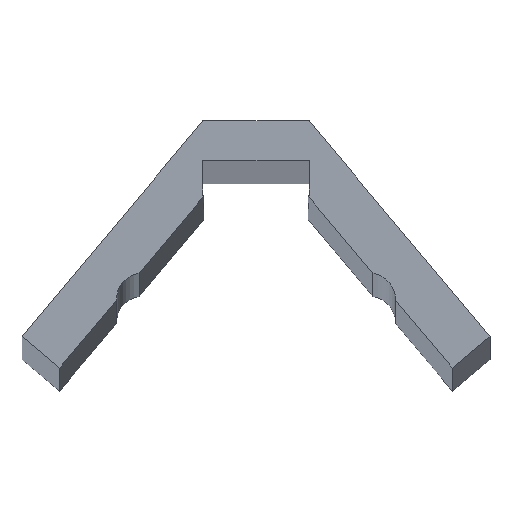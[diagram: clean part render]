
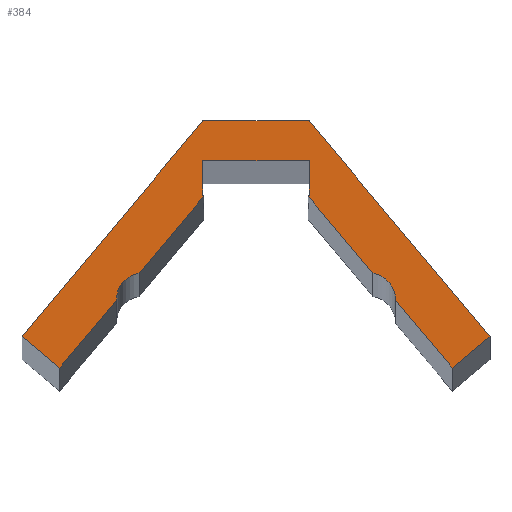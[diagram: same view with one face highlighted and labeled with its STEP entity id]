
A CAD part, top view. The second image highlights one B-rep face of the part: STEP entity #384.
In plain terms, the highlighted planar face has unit normal (0, 0, 1).
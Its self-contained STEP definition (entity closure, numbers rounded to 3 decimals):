
#6 = VERTEX_POINT ( 'NONE', #202 ) ;
#9 = VERTEX_POINT ( 'NONE', #189 ) ;
#10 = VERTEX_POINT ( 'NONE', #208 ) ;
#13 = VERTEX_POINT ( 'NONE', #170 ) ;
#20 = VERTEX_POINT ( 'NONE', #137 ) ;
#22 = VERTEX_POINT ( 'NONE', #224 ) ;
#25 = VERTEX_POINT ( 'NONE', #186 ) ;
#27 = EDGE_LOOP ( 'NONE', ( #631, #579, #604, #624, #574, #533, #603, #626, #550, #503, #485, #507, #511, #640, #586, #642, #643 ) ) ;
#29 = VERTEX_POINT ( 'NONE', #217 ) ;
#46 = VERTEX_POINT ( 'NONE', #188 ) ;
#51 = VERTEX_POINT ( 'NONE', #221 ) ;
#52 = VERTEX_POINT ( 'NONE', #133 ) ;
#53 = VERTEX_POINT ( 'NONE', #132 ) ;
#56 = VERTEX_POINT ( 'NONE', #236 ) ;
#57 = VERTEX_POINT ( 'NONE', #227 ) ;
#60 = VERTEX_POINT ( 'NONE', #121 ) ;
#61 = VERTEX_POINT ( 'NONE', #122 ) ;
#76 = VERTEX_POINT ( 'NONE', #120 ) ;
#86 = DIRECTION ( 'NONE',  ( 0.643, 0.766, 0. ) ) ;
#94 = CARTESIAN_POINT ( 'NONE',  ( -14.814, -18.643, 500. ) ) ;
#95 = CARTESIAN_POINT ( 'NONE',  ( 14.814, -18.643, 500. ) ) ;
#107 = DIRECTION ( 'NONE',  ( 0.643, -0.766, 0. ) ) ;
#111 = DIRECTION ( 'NONE',  ( -1., 0., 0. ) ) ;
#120 = CARTESIAN_POINT ( 'NONE',  ( 10.522, -13.528, 500. ) ) ;
#121 = CARTESIAN_POINT ( 'NONE',  ( 14.814, -18.643, 500. ) ) ;
#122 = CARTESIAN_POINT ( 'NONE',  ( 3.924, -5.666, 500. ) ) ;
#132 = CARTESIAN_POINT ( 'NONE',  ( 4., 0., 500. ) ) ;
#133 = CARTESIAN_POINT ( 'NONE',  ( -10.522, -13.528, 500. ) ) ;
#135 = CARTESIAN_POINT ( 'NONE',  ( 4., -5.6, 500. ) ) ;
#137 = CARTESIAN_POINT ( 'NONE',  ( -14.814, -18.643, 500. ) ) ;
#142 = DIRECTION ( 'NONE',  ( -1., 0., 0. ) ) ;
#147 = DIRECTION ( 'NONE',  ( 0., 0., 1. ) ) ;
#152 = DIRECTION ( 'NONE',  ( 0., -1., 0. ) ) ;
#162 = DIRECTION ( 'NONE',  ( 0., 0., 1. ) ) ;
#168 = DIRECTION ( 'NONE',  ( 0.643, 0.766, 0. ) ) ;
#169 = CARTESIAN_POINT ( 'NONE',  ( -14.814, -18.643, 500. ) ) ;
#170 = CARTESIAN_POINT ( 'NONE',  ( -3.924, -5.666, 500. ) ) ;
#180 = DIRECTION ( 'NONE',  ( -0.753, -0.658, 0. ) ) ;
#182 = CARTESIAN_POINT ( 'NONE',  ( 8.522, -13.479, 500. ) ) ;
#186 = CARTESIAN_POINT ( 'NONE',  ( -4., -3., 500. ) ) ;
#187 = DIRECTION ( 'NONE',  ( -0.753, 0.658, 0. ) ) ;
#188 = CARTESIAN_POINT ( 'NONE',  ( 8.821, -11.502, 500. ) ) ;
#189 = CARTESIAN_POINT ( 'NONE',  ( -17.648, -16.265, 500. ) ) ;
#195 = CARTESIAN_POINT ( 'NONE',  ( -6.184, -3.692, 500. ) ) ;
#200 = CARTESIAN_POINT ( 'NONE',  ( 8.522, -13.479, 500. ) ) ;
#202 = CARTESIAN_POINT ( 'NONE',  ( -4., 0., 500. ) ) ;
#208 = CARTESIAN_POINT ( 'NONE',  ( 10.522, -13.479, 500. ) ) ;
#211 = CARTESIAN_POINT ( 'NONE',  ( 6.184, -3.692, 500. ) ) ;
#215 = CARTESIAN_POINT ( 'NONE',  ( 17.648, -16.265, 500. ) ) ;
#217 = CARTESIAN_POINT ( 'NONE',  ( 4., -5.6, 500. ) ) ;
#221 = CARTESIAN_POINT ( 'NONE',  ( 4., -3., 500. ) ) ;
#224 = CARTESIAN_POINT ( 'NONE',  ( -4., -5.6, 500. ) ) ;
#227 = CARTESIAN_POINT ( 'NONE',  ( 17.648, -16.265, 500. ) ) ;
#229 = DIRECTION ( 'NONE',  ( 0.766, 0.643, 0. ) ) ;
#236 = CARTESIAN_POINT ( 'NONE',  ( -8.821, -11.502, 500. ) ) ;
#252 = AXIS2_PLACEMENT_3D ( 'NONE', #200, #162, #142 ) ;
#256 = VECTOR ( 'NONE', #152, 1000. ) ;
#260 = CIRCLE ( 'NONE', #271, 2. ) ;
#261 = VECTOR ( 'NONE', #168, 1000. ) ;
#263 = VECTOR ( 'NONE', #187, 1000. ) ;
#269 = VECTOR ( 'NONE', #180, 1000. ) ;
#271 = AXIS2_PLACEMENT_3D ( 'NONE', #182, #147, #111 ) ;
#290 = VECTOR ( 'NONE', #107, 1000. ) ;
#293 = VECTOR ( 'NONE', #86, 1000. ) ;
#296 = VECTOR ( 'NONE', #415, 1000. ) ;
#297 = VECTOR ( 'NONE', #411, 1000. ) ;
#305 = VECTOR ( 'NONE', #427, 1000. ) ;
#306 = VECTOR ( 'NONE', #428, 1000. ) ;
#307 = AXIS2_PLACEMENT_3D ( 'NONE', #418, #458, #445 ) ;
#309 = CIRCLE ( 'NONE', #651, 2. ) ;
#314 = EDGE_CURVE ( 'NONE', #60, #57, #496, .T. ) ;
#317 = EDGE_CURVE ( 'NONE', #10, #46, #408, .T. ) ;
#327 = EDGE_CURVE ( 'NONE', #51, #29, #600, .T. ) ;
#329 = EDGE_CURVE ( 'NONE', #56, #13, #527, .T. ) ;
#331 = EDGE_CURVE ( 'NONE', #13, #22, #521, .T. ) ;
#336 = EDGE_CURVE ( 'NONE', #29, #61, #591, .T. ) ;
#339 = EDGE_CURVE ( 'NONE', #76, #10, #260, .T. ) ;
#359 = EDGE_CURVE ( 'NONE', #61, #46, #538, .T. ) ;
#364 = EDGE_CURVE ( 'NONE', #20, #52, #548, .T. ) ;
#368 = EDGE_CURVE ( 'NONE', #22, #25, #477, .T. ) ;
#369 = EDGE_CURVE ( 'NONE', #53, #6, #510, .T. ) ;
#376 = EDGE_CURVE ( 'NONE', #6, #9, #585, .T. ) ;
#377 = EDGE_CURVE ( 'NONE', #25, #51, #528, .T. ) ;
#382 = EDGE_CURVE ( 'NONE', #9, #20, #529, .T. ) ;
#384 = ADVANCED_FACE ( 'NONE', ( #583 ), #434, .F. ) ;
#385 = EDGE_CURVE ( 'NONE', #56, #52, #309, .T. ) ;
#387 = EDGE_CURVE ( 'NONE', #76, #60, #531, .T. ) ;
#388 = EDGE_CURVE ( 'NONE', #57, #53, #536, .T. ) ;
#408 = CIRCLE ( 'NONE', #252, 2. ) ;
#409 = VECTOR ( 'NONE', #229, 1000. ) ;
#410 = CARTESIAN_POINT ( 'NONE',  ( -4., 0., 500. ) ) ;
#411 = DIRECTION ( 'NONE',  ( -1., 0., 0. ) ) ;
#414 = CARTESIAN_POINT ( 'NONE',  ( -4., -5.6, 500. ) ) ;
#415 = DIRECTION ( 'NONE',  ( 0., 1., 0. ) ) ;
#418 = CARTESIAN_POINT ( 'NONE',  ( -17.112, -16.715, 500. ) ) ;
#423 = DIRECTION ( 'NONE',  ( 0.766, -0.643, 0. ) ) ;
#427 = DIRECTION ( 'NONE',  ( -0.643, -0.766, 0. ) ) ;
#428 = DIRECTION ( 'NONE',  ( 1., 0., 0. ) ) ;
#429 = CARTESIAN_POINT ( 'NONE',  ( 4., -3., 500. ) ) ;
#434 = PLANE ( 'NONE',  #307 ) ;
#441 = CARTESIAN_POINT ( 'NONE',  ( 4., 0., 500. ) ) ;
#442 = CARTESIAN_POINT ( 'NONE',  ( 14.814, -18.643, 500. ) ) ;
#443 = DIRECTION ( 'NONE',  ( 0.643, -0.766, 0. ) ) ;
#445 = DIRECTION ( 'NONE',  ( -1., 0., 0. ) ) ;
#451 = DIRECTION ( 'NONE',  ( -0.643, 0.766, 0. ) ) ;
#452 = CARTESIAN_POINT ( 'NONE',  ( -4., 0., 500. ) ) ;
#455 = CARTESIAN_POINT ( 'NONE',  ( -17.648, -16.265, 500. ) ) ;
#458 = DIRECTION ( 'NONE',  ( 0., 0., -1. ) ) ;
#459 = CARTESIAN_POINT ( 'NONE',  ( -8.522, -13.479, 500. ) ) ;
#462 = DIRECTION ( 'NONE',  ( 0., 0., 1. ) ) ;
#463 = DIRECTION ( 'NONE',  ( 1., 0., 0. ) ) ;
#477 = LINE ( 'NONE', #414, #296 ) ;
#485 = ORIENTED_EDGE ( 'NONE', *, *, #339, .F. ) ;
#496 = LINE ( 'NONE', #215, #409 ) ;
#503 = ORIENTED_EDGE ( 'NONE', *, *, #317, .F. ) ;
#507 = ORIENTED_EDGE ( 'NONE', *, *, #387, .T. ) ;
#510 = LINE ( 'NONE', #410, #297 ) ;
#511 = ORIENTED_EDGE ( 'NONE', *, *, #314, .T. ) ;
#521 = LINE ( 'NONE', #195, #263 ) ;
#527 = LINE ( 'NONE', #169, #261 ) ;
#528 = LINE ( 'NONE', #429, #306 ) ;
#529 = LINE ( 'NONE', #455, #649 ) ;
#531 = LINE ( 'NONE', #442, #647 ) ;
#533 = ORIENTED_EDGE ( 'NONE', *, *, #377, .T. ) ;
#536 = LINE ( 'NONE', #441, #648 ) ;
#538 = LINE ( 'NONE', #95, #290 ) ;
#548 = LINE ( 'NONE', #94, #293 ) ;
#550 = ORIENTED_EDGE ( 'NONE', *, *, #359, .T. ) ;
#574 = ORIENTED_EDGE ( 'NONE', *, *, #368, .T. ) ;
#579 = ORIENTED_EDGE ( 'NONE', *, *, #385, .F. ) ;
#583 = FACE_OUTER_BOUND ( 'NONE', #27, .T. ) ;
#585 = LINE ( 'NONE', #452, #305 ) ;
#586 = ORIENTED_EDGE ( 'NONE', *, *, #369, .T. ) ;
#591 = LINE ( 'NONE', #211, #269 ) ;
#600 = LINE ( 'NONE', #135, #256 ) ;
#603 = ORIENTED_EDGE ( 'NONE', *, *, #327, .T. ) ;
#604 = ORIENTED_EDGE ( 'NONE', *, *, #329, .T. ) ;
#624 = ORIENTED_EDGE ( 'NONE', *, *, #331, .T. ) ;
#626 = ORIENTED_EDGE ( 'NONE', *, *, #336, .T. ) ;
#631 = ORIENTED_EDGE ( 'NONE', *, *, #364, .T. ) ;
#640 = ORIENTED_EDGE ( 'NONE', *, *, #388, .T. ) ;
#642 = ORIENTED_EDGE ( 'NONE', *, *, #376, .T. ) ;
#643 = ORIENTED_EDGE ( 'NONE', *, *, #382, .T. ) ;
#647 = VECTOR ( 'NONE', #443, 1000. ) ;
#648 = VECTOR ( 'NONE', #451, 1000. ) ;
#649 = VECTOR ( 'NONE', #423, 1000. ) ;
#651 = AXIS2_PLACEMENT_3D ( 'NONE', #459, #462, #463 ) ;
